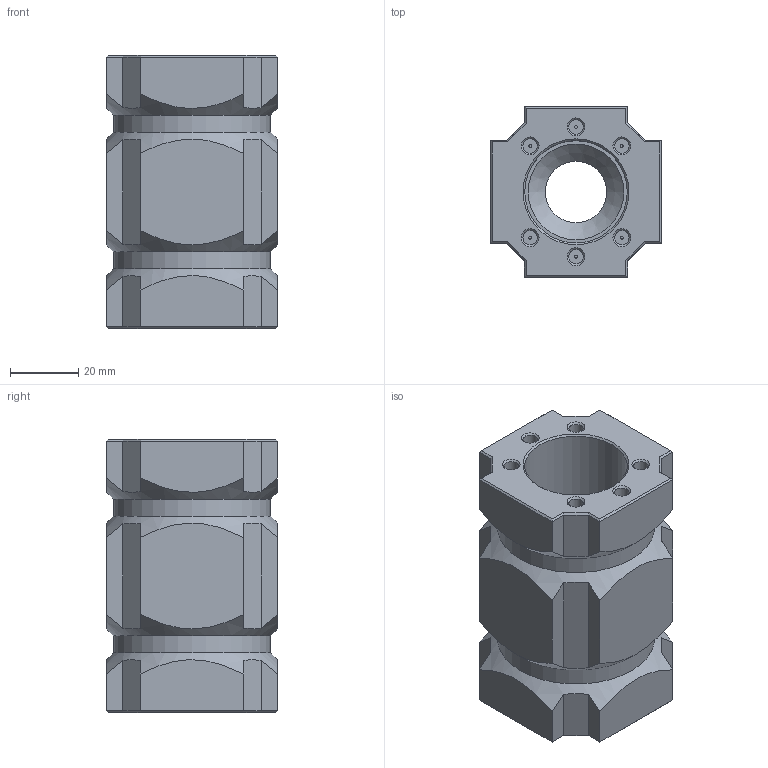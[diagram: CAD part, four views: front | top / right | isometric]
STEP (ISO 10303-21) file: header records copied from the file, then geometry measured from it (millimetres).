
FILE_DESCRIPTION(/* description */ (''),/* implementation_level */ '2;1');
FILE_NAME(/* name */ 'SLIDER.step',/* time_stamp */ '2025-10-09T19:37:20+09:00',/* author */ (''),/* organization */ (''),/* preprocessor_version */ 'ST-DEVELOPER v20.1',/* originating_system */ 'Autodesk Translation Framework v14.17.0.0',/* authorisation */ '');
FILE_SCHEMA (('AUTOMOTIVE_DESIGN { 1 0 10303 214 3 1 1 }'));
Length unit declared in the file: millimetre
Products named in the file (1): 2025-10-09-19-37-20-719
Bounding box: 50 x 50 x 80 mm (x, y, z)
Volume: 112244.6 mm3; surface area: 26939.5 mm2
Topology: 1 solids, 1 shells, 120 faces, 279 edges, 169 vertices
Faces by surface type: plane 90, cone 19, cylinder 11
Full cylindrical faces by diameter (mm): 4.234 x6, 18 x1, 30 x1, 30.2 x1, 46 x2
Entity records: 3288 total; most frequent: CARTESIAN_POINT 705, ORIENTED_EDGE 558, DIRECTION 490, EDGE_CURVE 279, LINE 174, VECTOR 174, VERTEX_POINT 169, AXIS2_PLACEMENT_3D 158
